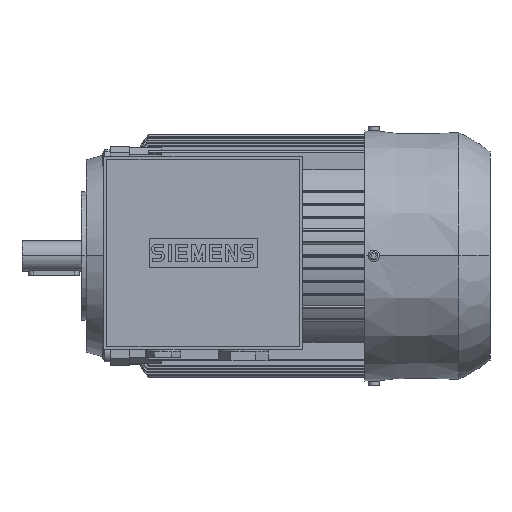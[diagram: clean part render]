
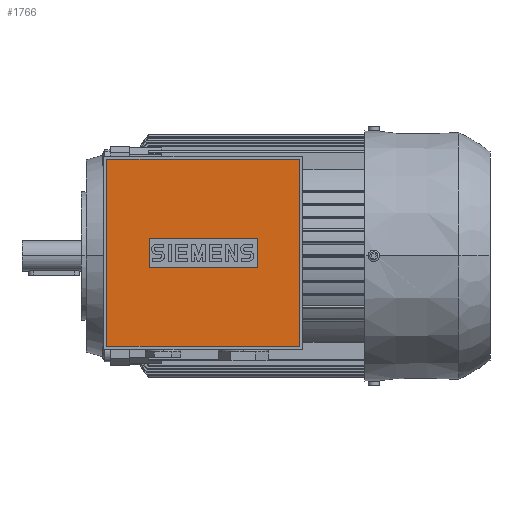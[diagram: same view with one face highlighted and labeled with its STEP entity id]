
A CAD part, top view. The second image highlights one B-rep face of the part: STEP entity #1766.
In plain terms, the highlighted planar face has unit normal (0, 0, 1).
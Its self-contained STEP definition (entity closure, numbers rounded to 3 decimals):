
#1766=ADVANCED_FACE('',(#3720,#3721),#3722,.T.);
#3720=FACE_BOUND('',#5864,.T.);
#3721=FACE_OUTER_BOUND('',#5865,.T.);
#3722=PLANE('',#5866);
#5864=EDGE_LOOP('',(#11284,#11285,#11286,#11287));
#5865=EDGE_LOOP('',(#11288,#11289,#11290,#11291));
#5866=AXIS2_PLACEMENT_3D('',#11292,#11293,#11294);
#11284=ORIENTED_EDGE('',*,*,#15101,.T.);
#11285=ORIENTED_EDGE('',*,*,#15105,.T.);
#11286=ORIENTED_EDGE('',*,*,#15108,.T.);
#11287=ORIENTED_EDGE('',*,*,#15110,.T.);
#11288=ORIENTED_EDGE('',*,*,#15143,.T.);
#11289=ORIENTED_EDGE('',*,*,#15144,.T.);
#11290=ORIENTED_EDGE('',*,*,#15145,.T.);
#11291=ORIENTED_EDGE('',*,*,#15146,.T.);
#11292=CARTESIAN_POINT('',(46.0,1.75,149.5));
#11293=DIRECTION('',(0.0,0.0,1.0));
#11294=DIRECTION('',(0.0,-1.0,0.0));
#15101=EDGE_CURVE('',#18799,#18797,#18800,.T.);
#15105=EDGE_CURVE('',#18797,#18803,#18805,.T.);
#15108=EDGE_CURVE('',#18803,#18807,#18809,.T.);
#15110=EDGE_CURVE('',#18807,#18799,#18811,.T.);
#15143=EDGE_CURVE('',#18853,#18854,#18855,.T.);
#15144=EDGE_CURVE('',#18854,#18856,#18857,.T.);
#15145=EDGE_CURVE('',#18856,#18858,#18859,.T.);
#15146=EDGE_CURVE('',#18858,#18853,#18860,.T.);
#18797=VERTEX_POINT('',#25815);
#18799=VERTEX_POINT('',#25818);
#18800=LINE('',#25819,#25820);
#18803=VERTEX_POINT('',#25824);
#18805=LINE('',#25827,#25828);
#18807=VERTEX_POINT('',#25830);
#18809=LINE('',#25833,#25834);
#18811=LINE('',#25836,#25837);
#18853=VERTEX_POINT('',#25897);
#18854=VERTEX_POINT('',#25898);
#18855=LINE('',#25899,#25900);
#18856=VERTEX_POINT('',#25901);
#18857=LINE('',#25902,#25903);
#18858=VERTEX_POINT('',#25904);
#18859=LINE('',#25905,#25906);
#18860=LINE('',#25907,#25908);
#25815=CARTESIAN_POINT('',(12.25,-7.3,149.5));
#25818=CARTESIAN_POINT('',(79.75,-7.3,149.5));
#25819=CARTESIAN_POINT('',(46.0,-7.3,149.5));
#25820=VECTOR('',#29130,1.0);
#25824=CARTESIAN_POINT('',(12.25,10.8,149.5));
#25827=CARTESIAN_POINT('',(12.25,1.75,149.5));
#25828=VECTOR('',#29133,1.0);
#25830=CARTESIAN_POINT('',(79.75,10.8,149.5));
#25833=CARTESIAN_POINT('',(46.0,10.8,149.5));
#25834=VECTOR('',#29135,1.0);
#25836=CARTESIAN_POINT('',(79.75,1.75,149.5));
#25837=VECTOR('',#29136,1.0);
#25897=CARTESIAN_POINT('',(-14.0,-56.5,149.5));
#25898=CARTESIAN_POINT('',(106.0,-56.5,149.5));
#25899=CARTESIAN_POINT('',(46.0,-56.5,149.5));
#25900=VECTOR('',#29161,1.0);
#25901=CARTESIAN_POINT('',(106.0,60.0,149.5));
#25902=CARTESIAN_POINT('',(106.0,1.75,149.5));
#25903=VECTOR('',#29162,1.0);
#25904=CARTESIAN_POINT('',(-14.0,60.0,149.5));
#25905=CARTESIAN_POINT('',(46.0,60.0,149.5));
#25906=VECTOR('',#29163,1.0);
#25907=CARTESIAN_POINT('',(-14.0,1.75,149.5));
#25908=VECTOR('',#29164,1.0);
#29130=DIRECTION('',(-1.0,0.0,0.0));
#29133=DIRECTION('',(0.0,1.0,0.0));
#29135=DIRECTION('',(1.0,0.0,-0.0));
#29136=DIRECTION('',(0.0,-1.0,0.0));
#29161=DIRECTION('',(1.0,0.0,0.0));
#29162=DIRECTION('',(0.0,1.0,0.0));
#29163=DIRECTION('',(-1.0,0.0,0.0));
#29164=DIRECTION('',(0.0,-1.0,0.0));
